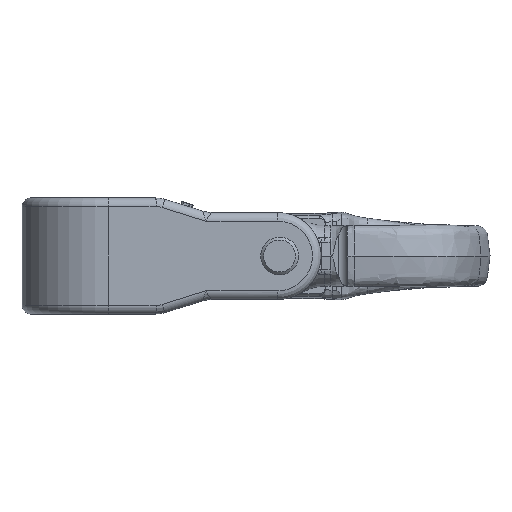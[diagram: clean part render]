
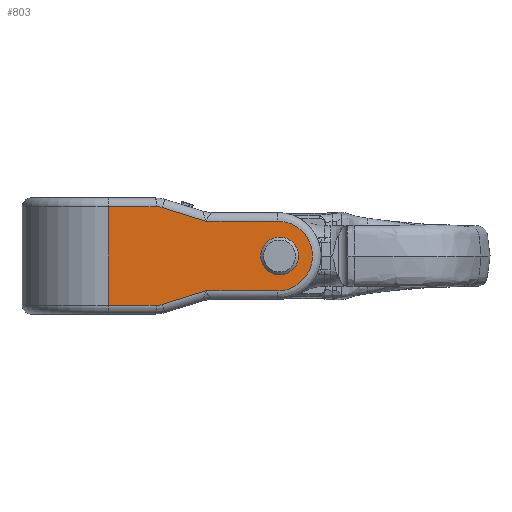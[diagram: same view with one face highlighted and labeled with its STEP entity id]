
A CAD part, left-side view. The second image highlights one B-rep face of the part: STEP entity #803.
In plain terms, the highlighted planar face has unit normal (-1, -0.026, 0).
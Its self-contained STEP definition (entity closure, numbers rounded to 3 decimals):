
#803=ADVANCED_FACE('',(#1440,#2026),#1327,.T.);
#1327=PLANE('',#8571);
#1440=FACE_OUTER_BOUND('',#2064,.T.);
#1958=ELLIPSE('',#8567,7.002,7.);
#1959=ELLIPSE('',#8568,12.004,12.);
#1960=ELLIPSE('',#8569,7.002,7.);
#1961=ELLIPSE('',#8570,6.502,6.5);
#2026=FACE_BOUND('',#2065,.T.);
#2064=EDGE_LOOP('',(#3269,#3270,#3271,#3272,#3273,#3274,#3275,#3276,#3277,
#3278));
#2065=EDGE_LOOP('',(#3279));
#3269=ORIENTED_EDGE('',*,*,#6605,.T.);
#3270=ORIENTED_EDGE('',*,*,#6606,.F.);
#3271=ORIENTED_EDGE('',*,*,#6607,.T.);
#3272=ORIENTED_EDGE('',*,*,#6608,.F.);
#3273=ORIENTED_EDGE('',*,*,#6609,.F.);
#3274=ORIENTED_EDGE('',*,*,#6610,.T.);
#3275=ORIENTED_EDGE('',*,*,#6611,.T.);
#3276=ORIENTED_EDGE('',*,*,#6612,.T.);
#3277=ORIENTED_EDGE('',*,*,#6613,.F.);
#3278=ORIENTED_EDGE('',*,*,#6614,.T.);
#3279=ORIENTED_EDGE('',*,*,#6615,.F.);
#5827=VERTEX_POINT('',#11375);
#5828=VERTEX_POINT('',#11376);
#5829=VERTEX_POINT('',#11378);
#5830=VERTEX_POINT('',#11380);
#5831=VERTEX_POINT('',#11382);
#5832=VERTEX_POINT('',#11384);
#5833=VERTEX_POINT('',#11386);
#5834=VERTEX_POINT('',#11388);
#5835=VERTEX_POINT('',#11390);
#5836=VERTEX_POINT('',#11392);
#5837=VERTEX_POINT('',#11395);
#6605=EDGE_CURVE('',#5827,#5828,#7842,.T.);
#6606=EDGE_CURVE('',#5829,#5828,#7843,.T.);
#6607=EDGE_CURVE('',#5829,#5830,#1958,.T.);
#6608=EDGE_CURVE('',#5831,#5830,#7844,.T.);
#6609=EDGE_CURVE('',#5832,#5831,#7845,.T.);
#6610=EDGE_CURVE('',#5832,#5833,#1959,.T.);
#6611=EDGE_CURVE('',#5833,#5834,#7846,.T.);
#6612=EDGE_CURVE('',#5834,#5835,#7847,.T.);
#6613=EDGE_CURVE('',#5836,#5835,#1960,.T.);
#6614=EDGE_CURVE('',#5836,#5827,#7848,.T.);
#6615=EDGE_CURVE('',#5837,#5837,#1961,.T.);
#7842=LINE('',#11374,#8200);
#7843=LINE('',#11377,#8201);
#7844=LINE('',#11381,#8202);
#7845=LINE('',#11383,#8203);
#7846=LINE('',#11387,#8204);
#7847=LINE('',#11389,#8205);
#7848=LINE('',#11393,#8206);
#8200=VECTOR('',#9305,1.);
#8201=VECTOR('',#9306,1.);
#8202=VECTOR('',#9309,1.);
#8203=VECTOR('',#9310,1.);
#8204=VECTOR('',#9313,1.);
#8205=VECTOR('',#9314,1.);
#8206=VECTOR('',#9317,1.);
#8567=AXIS2_PLACEMENT_3D('',#11379,#9307,#9308);
#8568=AXIS2_PLACEMENT_3D('',#11385,#9311,#9312);
#8569=AXIS2_PLACEMENT_3D('',#11391,#9315,#9316);
#8570=AXIS2_PLACEMENT_3D('',#11394,#9318,#9319);
#8571=AXIS2_PLACEMENT_3D('',#11396,#9320,#9321);
#9305=DIRECTION('',(0.,0.,-1.));
#9306=DIRECTION('',(-0.026,1.,0.));
#9307=DIRECTION('',(-1.,-0.026,0.));
#9308=DIRECTION('',(0.026,-1.,0.));
#9309=DIRECTION('',(-0.025,0.955,-0.297));
#9310=DIRECTION('',(-0.026,1.,0.));
#9311=DIRECTION('',(-1.,-0.026,0.));
#9312=DIRECTION('',(-0.026,1.,0.));
#9313=DIRECTION('',(-0.026,1.,0.));
#9314=DIRECTION('',(-0.025,0.955,0.297));
#9315=DIRECTION('',(1.,0.026,0.));
#9316=DIRECTION('',(0.026,-1.,0.));
#9317=DIRECTION('',(-0.026,1.,0.));
#9318=DIRECTION('',(-1.,-0.026,0.));
#9319=DIRECTION('',(-0.026,1.,0.));
#9320=DIRECTION('',(-1.,-0.026,0.));
#9321=DIRECTION('',(0.026,-1.,0.));
#11374=CARTESIAN_POINT('',(-54.865,58.991,20.));
#11375=CARTESIAN_POINT('',(-54.865,58.991,17.));
#11376=CARTESIAN_POINT('',(-54.865,58.991,-17.));
#11377=CARTESIAN_POINT('',(-54.865,58.991,-17.));
#11378=CARTESIAN_POINT('',(-54.434,42.544,-17.));
#11379=CARTESIAN_POINT('',(-54.434,42.544,-10.));
#11380=CARTESIAN_POINT('',(-54.38,40.464,-16.684));
#11381=CARTESIAN_POINT('',(-54.42,41.986,-17.158));
#11382=CARTESIAN_POINT('',(-53.986,25.412,-12.));
#11383=CARTESIAN_POINT('',(-53.976,25.035,-12.));
#11384=CARTESIAN_POINT('',(-53.338,0.671,-12.));
#11385=CARTESIAN_POINT('',(-53.338,0.671,0.));
#11386=CARTESIAN_POINT('',(-53.338,0.671,12.));
#11387=CARTESIAN_POINT('',(-53.976,25.035,12.));
#11388=CARTESIAN_POINT('',(-53.986,25.412,12.));
#11389=CARTESIAN_POINT('',(-54.42,41.986,17.158));
#11390=CARTESIAN_POINT('',(-54.38,40.464,16.684));
#11391=CARTESIAN_POINT('',(-54.434,42.544,10.));
#11392=CARTESIAN_POINT('',(-54.434,42.544,17.));
#11393=CARTESIAN_POINT('',(-54.865,58.991,17.));
#11394=CARTESIAN_POINT('',(-53.32,0.,0.));
#11395=CARTESIAN_POINT('',(-53.491,6.5,0.));
#11396=CARTESIAN_POINT('',(-53.602,10.75,20.));
